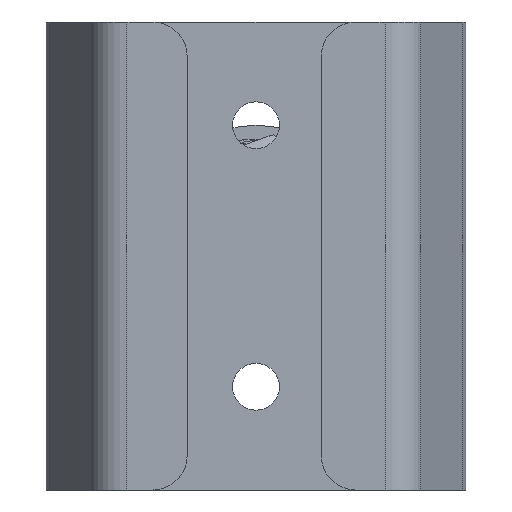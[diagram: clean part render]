
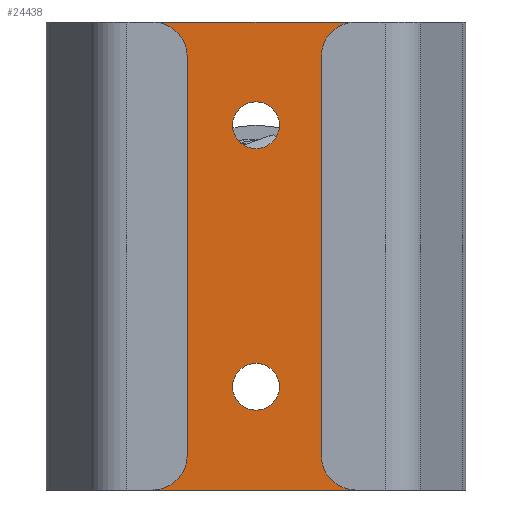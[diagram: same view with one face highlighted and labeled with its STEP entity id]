
A CAD part, front view. The second image highlights one B-rep face of the part: STEP entity #24438.
In plain terms, the highlighted planar face has unit normal (0, -1, 0).
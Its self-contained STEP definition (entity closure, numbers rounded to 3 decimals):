
#721 = DIRECTION ( 'NONE',  ( 0., 0., 1. ) ) ;
#1561 = CARTESIAN_POINT ( 'NONE',  ( 92.68, 182.885, 277.884 ) ) ;
#2953 = CARTESIAN_POINT ( 'NONE',  ( 115.68, 182.885, 277.884 ) ) ;
#3190 = AXIS2_PLACEMENT_3D ( 'NONE', #26950, #23665, #20271 ) ;
#3482 = ORIENTED_EDGE ( 'NONE', *, *, #38688, .T. ) ;
#4123 = LINE ( 'NONE', #10057, #26935 ) ;
#4182 = ORIENTED_EDGE ( 'NONE', *, *, #17002, .T. ) ;
#4775 = EDGE_CURVE ( 'NONE', #25667, #6245, #39664, .T. ) ;
#6133 = DIRECTION ( 'NONE',  ( 0., 1., 0. ) ) ;
#6245 = VERTEX_POINT ( 'NONE', #30005 ) ;
#6597 = CARTESIAN_POINT ( 'NONE',  ( 96.08, 182.885, 262.884 ) ) ;
#6912 = ORIENTED_EDGE ( 'NONE', *, *, #11084, .T. ) ;
#6945 = EDGE_CURVE ( 'NONE', #20520, #33779, #15336, .T. ) ;
#8556 = CARTESIAN_POINT ( 'NONE',  ( 69.68, 182.885, 209.884 ) ) ;
#9680 = AXIS2_PLACEMENT_3D ( 'NONE', #1561, #37338, #21092 ) ;
#9850 = CARTESIAN_POINT ( 'NONE',  ( 115.68, 182.885, 209.884 ) ) ;
#10057 = CARTESIAN_POINT ( 'NONE',  ( 69.68, 182.885, 209.884 ) ) ;
#10217 = VECTOR ( 'NONE', #15853, 1000. ) ;
#10839 = ORIENTED_EDGE ( 'NONE', *, *, #4775, .T. ) ;
#11056 = LINE ( 'NONE', #31607, #30310 ) ;
#11084 = EDGE_CURVE ( 'NONE', #6245, #25667, #31469, .T. ) ;
#11916 = VERTEX_POINT ( 'NONE', #20896 ) ;
#12352 = DIRECTION ( 'NONE',  ( 1., 0., 0. ) ) ;
#12810 = ORIENTED_EDGE ( 'NONE', *, *, #32187, .F. ) ;
#13041 = CARTESIAN_POINT ( 'NONE',  ( 96.08, 182.885, 224.884 ) ) ;
#13746 = EDGE_LOOP ( 'NONE', ( #4182, #16240, #12810, #3482 ) ) ;
#13873 = CARTESIAN_POINT ( 'NONE',  ( 115.68, 182.885, 277.884 ) ) ;
#14199 = EDGE_LOOP ( 'NONE', ( #6912, #10839 ) ) ;
#14400 = AXIS2_PLACEMENT_3D ( 'NONE', #19684, #33109, #721 ) ;
#15336 = CIRCLE ( 'NONE', #3190, 3.4 ) ;
#15853 = DIRECTION ( 'NONE',  ( 1., 0., 0. ) ) ;
#16240 = ORIENTED_EDGE ( 'NONE', *, *, #36980, .T. ) ;
#16622 = EDGE_LOOP ( 'NONE', ( #33026, #20086 ) ) ;
#17002 = EDGE_CURVE ( 'NONE', #20706, #39557, #11056, .T. ) ;
#17229 = DIRECTION ( 'NONE',  ( 0., 0., 1. ) ) ;
#17972 = EDGE_CURVE ( 'NONE', #33779, #20520, #37347, .T. ) ;
#18203 = VERTEX_POINT ( 'NONE', #13873 ) ;
#19366 = VECTOR ( 'NONE', #25332, 1000. ) ;
#19684 = CARTESIAN_POINT ( 'NONE',  ( 92.68, 182.885, 262.884 ) ) ;
#20086 = ORIENTED_EDGE ( 'NONE', *, *, #6945, .T. ) ;
#20271 = DIRECTION ( 'NONE',  ( 0., 0., 1. ) ) ;
#20520 = VERTEX_POINT ( 'NONE', #6597 ) ;
#20706 = VERTEX_POINT ( 'NONE', #8556 ) ;
#20743 = DIRECTION ( 'NONE',  ( 0., 1., 0. ) ) ;
#20813 = PLANE ( 'NONE',  #9680 ) ;
#20896 = CARTESIAN_POINT ( 'NONE',  ( 69.68, 182.885, 277.884 ) ) ;
#21092 = DIRECTION ( 'NONE',  ( 0., 0., 1. ) ) ;
#22023 = AXIS2_PLACEMENT_3D ( 'NONE', #33192, #20743, #17229 ) ;
#22995 = AXIS2_PLACEMENT_3D ( 'NONE', #35398, #6133, #35256 ) ;
#23665 = DIRECTION ( 'NONE',  ( 0., 1., 0. ) ) ;
#24356 = CARTESIAN_POINT ( 'NONE',  ( 89.28, 182.885, 262.884 ) ) ;
#24438 = ADVANCED_FACE ( 'NONE', ( #38195, #27595, #32134 ), #20813, .F. ) ;
#24458 = LINE ( 'NONE', #2953, #19366 ) ;
#25332 = DIRECTION ( 'NONE',  ( 0., 0., 1. ) ) ;
#25667 = VERTEX_POINT ( 'NONE', #13041 ) ;
#26935 = VECTOR ( 'NONE', #32672, 1000. ) ;
#26950 = CARTESIAN_POINT ( 'NONE',  ( 92.68, 182.885, 262.884 ) ) ;
#27595 = FACE_BOUND ( 'NONE', #14199, .T. ) ;
#30005 = CARTESIAN_POINT ( 'NONE',  ( 89.28, 182.885, 224.884 ) ) ;
#30310 = VECTOR ( 'NONE', #12352, 1000. ) ;
#31469 = CIRCLE ( 'NONE', #22995, 3.4 ) ;
#31607 = CARTESIAN_POINT ( 'NONE',  ( 92.68, 182.885, 209.884 ) ) ;
#31839 = CARTESIAN_POINT ( 'NONE',  ( 92.68, 182.885, 277.884 ) ) ;
#32134 = FACE_OUTER_BOUND ( 'NONE', #13746, .T. ) ;
#32187 = EDGE_CURVE ( 'NONE', #11916, #18203, #36013, .T. ) ;
#32672 = DIRECTION ( 'NONE',  ( 0., 0., -1. ) ) ;
#33026 = ORIENTED_EDGE ( 'NONE', *, *, #17972, .T. ) ;
#33109 = DIRECTION ( 'NONE',  ( 0., 1., 0. ) ) ;
#33192 = CARTESIAN_POINT ( 'NONE',  ( 92.68, 182.885, 224.884 ) ) ;
#33779 = VERTEX_POINT ( 'NONE', #24356 ) ;
#35256 = DIRECTION ( 'NONE',  ( 0., 0., 1. ) ) ;
#35398 = CARTESIAN_POINT ( 'NONE',  ( 92.68, 182.885, 224.884 ) ) ;
#36013 = LINE ( 'NONE', #31839, #10217 ) ;
#36980 = EDGE_CURVE ( 'NONE', #39557, #18203, #24458, .T. ) ;
#37338 = DIRECTION ( 'NONE',  ( 0., 1., 0. ) ) ;
#37347 = CIRCLE ( 'NONE', #14400, 3.4 ) ;
#38195 = FACE_BOUND ( 'NONE', #16622, .T. ) ;
#38688 = EDGE_CURVE ( 'NONE', #11916, #20706, #4123, .T. ) ;
#39557 = VERTEX_POINT ( 'NONE', #9850 ) ;
#39664 = CIRCLE ( 'NONE', #22023, 3.4 ) ;
